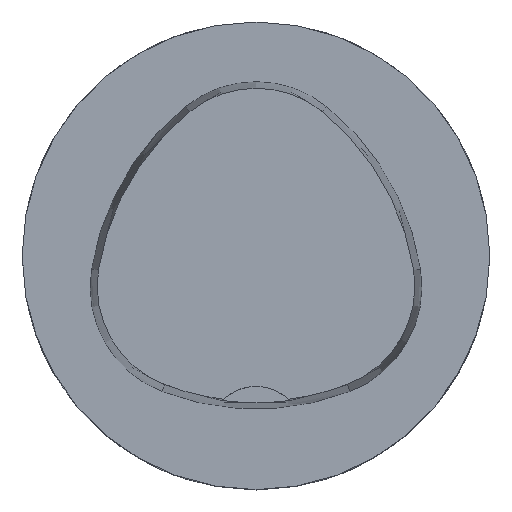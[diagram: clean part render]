
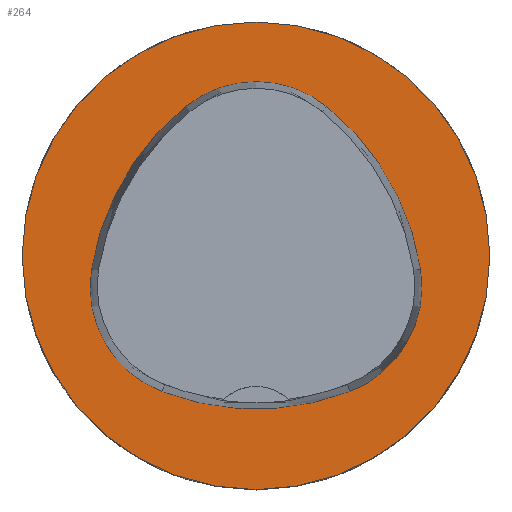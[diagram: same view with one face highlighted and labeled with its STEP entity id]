
A CAD part, top view. The second image highlights one B-rep face of the part: STEP entity #264.
In plain terms, the highlighted planar face has unit normal (0, 0, 1).
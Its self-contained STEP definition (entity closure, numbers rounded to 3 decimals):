
#216=PLANE('',#932);
#264=ADVANCED_FACE('',(#331,#332),#216,.T.);
#331=FACE_BOUND('',#376,.T.);
#332=FACE_BOUND('',#377,.T.);
#376=EDGE_LOOP('',(#505,#506,#507,#508,#509,#510));
#377=EDGE_LOOP('',(#511));
#505=ORIENTED_EDGE('',*,*,#767,.T.);
#506=ORIENTED_EDGE('',*,*,#747,.T.);
#507=ORIENTED_EDGE('',*,*,#751,.T.);
#508=ORIENTED_EDGE('',*,*,#754,.T.);
#509=ORIENTED_EDGE('',*,*,#757,.T.);
#510=ORIENTED_EDGE('',*,*,#765,.T.);
#511=ORIENTED_EDGE('',*,*,#738,.F.);
#660=VERTEX_POINT('',#1320);
#669=VERTEX_POINT('',#1339);
#670=VERTEX_POINT('',#1340);
#673=VERTEX_POINT('',#1348);
#675=VERTEX_POINT('',#1354);
#677=VERTEX_POINT('',#1360);
#684=VERTEX_POINT('',#1381);
#738=EDGE_CURVE('',#660,#660,#824,.T.);
#747=EDGE_CURVE('',#669,#670,#825,.T.);
#751=EDGE_CURVE('',#670,#673,#827,.T.);
#754=EDGE_CURVE('',#673,#675,#829,.T.);
#757=EDGE_CURVE('',#675,#677,#831,.T.);
#765=EDGE_CURVE('',#677,#684,#835,.T.);
#767=EDGE_CURVE('',#684,#669,#837,.T.);
#824=CIRCLE('',#904,25.);
#825=CIRCLE('',#910,28.);
#827=CIRCLE('',#913,12.);
#829=CIRCLE('',#916,28.);
#831=CIRCLE('',#919,12.);
#835=CIRCLE('',#924,28.);
#837=CIRCLE('',#927,12.);
#904=AXIS2_PLACEMENT_3D('',#1319,#1043,#1044);
#910=AXIS2_PLACEMENT_3D('',#1338,#1059,#1060);
#913=AXIS2_PLACEMENT_3D('',#1347,#1067,#1068);
#916=AXIS2_PLACEMENT_3D('',#1353,#1074,#1075);
#919=AXIS2_PLACEMENT_3D('',#1359,#1081,#1082);
#924=AXIS2_PLACEMENT_3D('',#1382,#1093,#1094);
#927=AXIS2_PLACEMENT_3D('',#1385,#1099,#1100);
#932=AXIS2_PLACEMENT_3D('',#1390,#1109,#1110);
#1043=DIRECTION('',(0.,0.,-1.));
#1044=DIRECTION('',(-1.,0.,0.));
#1059=DIRECTION('',(0.,0.,-1.));
#1060=DIRECTION('',(-1.,0.,0.));
#1067=DIRECTION('',(0.,0.,-1.));
#1068=DIRECTION('',(-1.,0.,0.));
#1074=DIRECTION('',(0.,0.,-1.));
#1075=DIRECTION('',(-1.,0.,0.));
#1081=DIRECTION('',(0.,0.,-1.));
#1082=DIRECTION('',(-1.,0.,0.));
#1093=DIRECTION('',(0.,0.,-1.));
#1094=DIRECTION('',(-1.,0.,0.));
#1099=DIRECTION('',(0.,0.,-1.));
#1100=DIRECTION('',(-1.,0.,0.));
#1109=DIRECTION('',(0.,0.,1.));
#1110=DIRECTION('',(1.,0.,0.));
#1319=CARTESIAN_POINT('',(0.,0.,0.));
#1320=CARTESIAN_POINT('',(-25.,0.,0.));
#1338=CARTESIAN_POINT('',(10.068,-5.824,0.));
#1339=CARTESIAN_POINT('',(-17.584,-1.424,0.));
#1340=CARTESIAN_POINT('',(-7.531,15.953,0.));
#1347=CARTESIAN_POINT('',(0.011,6.62,0.));
#1348=CARTESIAN_POINT('',(7.567,15.942,0.));
#1353=CARTESIAN_POINT('',(-10.063,-5.81,0.));
#1354=CARTESIAN_POINT('',(17.59,-1.418,0.));
#1359=CARTESIAN_POINT('',(5.739,-3.3,0.));
#1360=CARTESIAN_POINT('',(10.05,-14.499,0.));
#1381=CARTESIAN_POINT('',(-10.025,-14.516,0.));
#1382=CARTESIAN_POINT('',(-0.01,11.631,0.));
#1385=CARTESIAN_POINT('',(-5.733,-3.31,0.));
#1390=CARTESIAN_POINT('',(0.,0.,0.));
